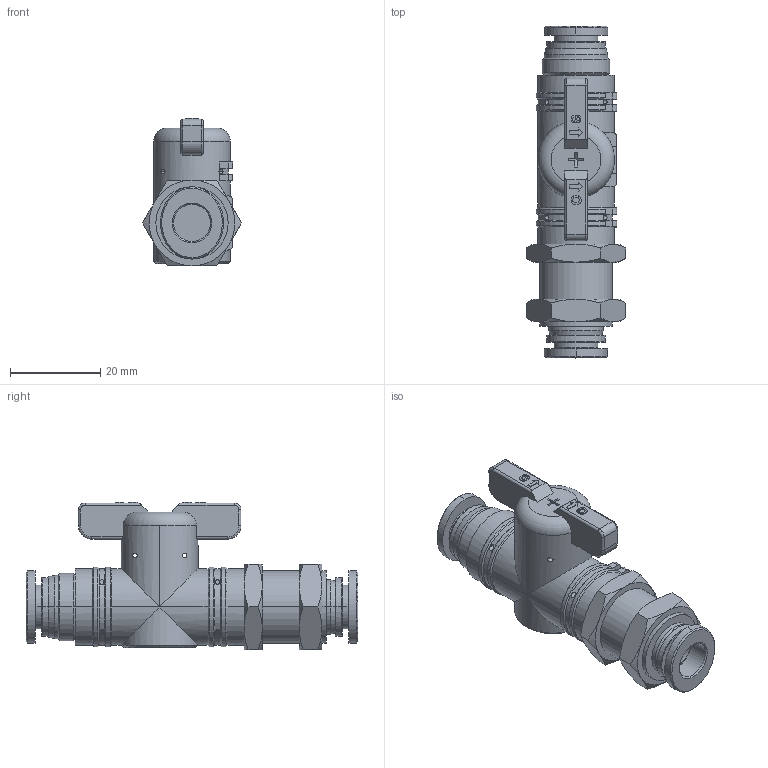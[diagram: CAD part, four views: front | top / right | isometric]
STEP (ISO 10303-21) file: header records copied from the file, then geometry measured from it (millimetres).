
FILE_DESCRIPTION((''),'2;1');
FILE_NAME('BM200806-mdt.stp','2017-07-24T19:20:14',(''),(''),'Mechanical Desktop 2009','Mechanical Desktop 2009',', , ');
FILE_SCHEMA(('CONFIG_CONTROL_DESIGN'));
Length unit declared in the file: millimetre
Products named in the file (15): BM200806-MDTA; BM200806-MDT; FFF-8; COLLAR-06C; COLLAR-08C; FFF; BM; COLLAR-06L; 20-R01; 20-R02; BC8-20; BOLT-M3; BC6-20; HA; HANDLE-20
Assembly tree (18 placements, depth 3):
  BM200806-MDTA
    BM200806-MDT
    FFF-8
      COLLAR-06C
      COLLAR-08C
    FFF
      COLLAR-06C
    BM
      COLLAR-06L
    20-R01
    20-R02
    BC8-20
      COLLAR-08C
    BOLT-M3
    BC6-20
      COLLAR-06C
    HA  x2
    HANDLE-20
Bounding box: 21.94 x 73.5 x 32.7 mm (x, y, z)
Volume: 18500.6 mm3; surface area: 7582.1 mm2
Topology: 1 solids, 3 shells, 420 faces, 1078 edges, 689 vertices
Faces by surface type: plane 236, cylinder 104, cone 52, torus 18, bspline 10
Entity records: 14557 total; most frequent: CARTESIAN_POINT 4202, ORIENTED_EDGE 2152, DIRECTION 2064, EDGE_CURVE 1076, AXIS2_PLACEMENT_3D 699, VERTEX_POINT 689, VECTOR 666, LINE 666
